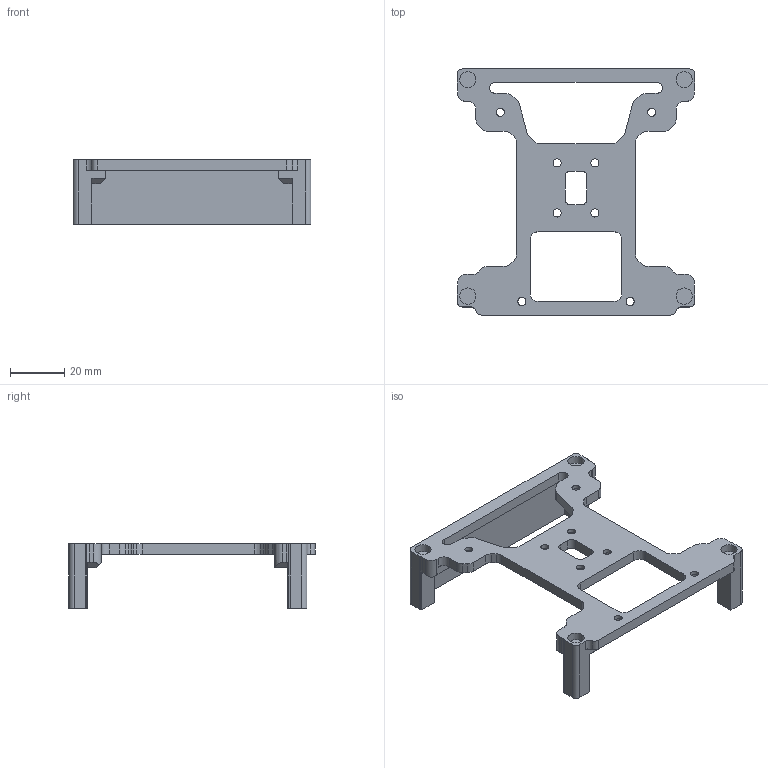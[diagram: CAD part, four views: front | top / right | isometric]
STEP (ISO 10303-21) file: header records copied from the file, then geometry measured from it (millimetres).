
FILE_DESCRIPTION(/* description */ (''),/* implementation_level */ '2;1');
FILE_NAME(/* name */ 'LIDAR_Adapter v6.step',/* time_stamp */ '2025-11-07T12:39:29+01:00',/* author */ (''),/* organization */ (''),/* preprocessor_version */ 'ST-DEVELOPER v20.1',/* originating_system */ 'Autodesk Translation Framework v14.10.0.0',/* authorisation */ '');
FILE_SCHEMA (('AUTOMOTIVE_DESIGN { 1 0 10303 214 3 1 1 }'));
Length unit declared in the file: millimetre
Products named in the file (1): LIDAR_Adapter
Bounding box: 88 x 91 x 24 mm (x, y, z)
Volume: 19763.7 mm3; surface area: 16802.4 mm2
Topology: 1 solids, 1 shells, 181 faces, 486 edges, 322 vertices
Faces by surface type: plane 101, cylinder 80
Full cylindrical faces by diameter (mm): 3 x8, 3.5 x4, 5 x8, 6 x4
Entity records: 5779 total; most frequent: DIRECTION 1020, CARTESIAN_POINT 990, ORIENTED_EDGE 972, EDGE_CURVE 486, AXIS2_PLACEMENT_3D 352, VERTEX_POINT 322, LINE 316, VECTOR 316
